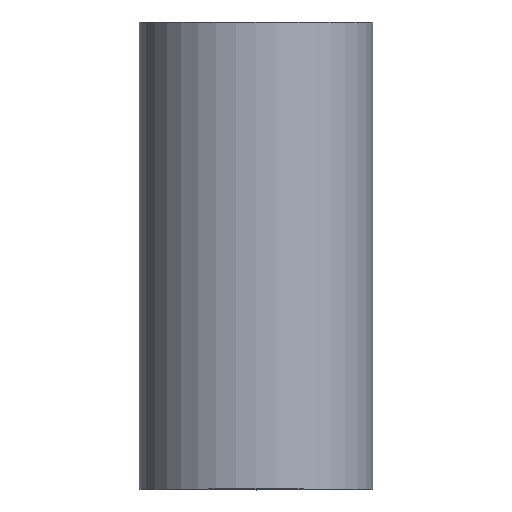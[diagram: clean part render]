
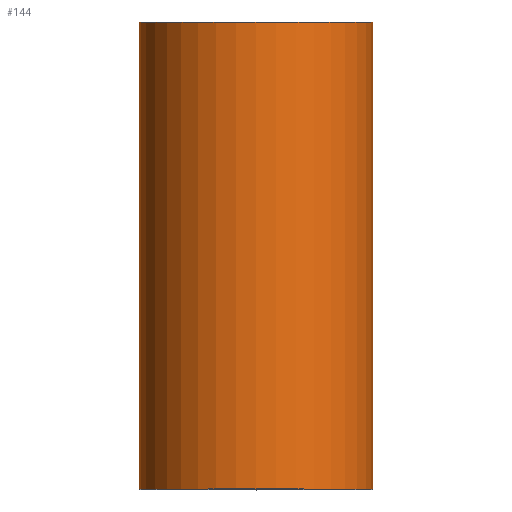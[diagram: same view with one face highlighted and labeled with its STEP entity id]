
A CAD part, top view. The second image highlights one B-rep face of the part: STEP entity #144.
In plain terms, the highlighted cylindrical face has radius 3 mm (diameter 6 mm), a partial arc.
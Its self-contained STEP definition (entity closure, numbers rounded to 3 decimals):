
#26=FACE_OUTER_BOUND('',#34,.T.);
#34=EDGE_LOOP('',(#113,#114,#115,#116));
#48=LINE('',#244,#58);
#49=LINE('',#250,#59);
#58=VECTOR('',#200,10.);
#59=VECTOR('',#207,10.);
#67=CIRCLE('',#171,3.);
#68=CIRCLE('',#172,3.);
#76=VERTEX_POINT('',#238);
#78=VERTEX_POINT('',#242);
#79=VERTEX_POINT('',#246);
#80=VERTEX_POINT('',#248);
#92=EDGE_CURVE('',#76,#78,#48,.T.);
#93=EDGE_CURVE('',#79,#76,#67,.T.);
#94=EDGE_CURVE('',#80,#78,#68,.T.);
#95=EDGE_CURVE('',#79,#80,#49,.T.);
#113=ORIENTED_EDGE('',*,*,#93,.T.);
#114=ORIENTED_EDGE('',*,*,#92,.T.);
#115=ORIENTED_EDGE('',*,*,#94,.F.);
#116=ORIENTED_EDGE('',*,*,#95,.F.);
#139=CYLINDRICAL_SURFACE('',#170,3.);
#144=ADVANCED_FACE('',(#26),#139,.T.);
#170=AXIS2_PLACEMENT_3D('',#245,#201,#202);
#171=AXIS2_PLACEMENT_3D('',#247,#203,#204);
#172=AXIS2_PLACEMENT_3D('',#249,#205,#206);
#200=DIRECTION('',(0.,1.,0.));
#201=DIRECTION('center_axis',(0.,1.,0.));
#202=DIRECTION('ref_axis',(-1.,0.,0.));
#203=DIRECTION('center_axis',(0.,1.,0.));
#204=DIRECTION('ref_axis',(-1.,0.,0.));
#205=DIRECTION('center_axis',(0.,1.,0.));
#206=DIRECTION('ref_axis',(-1.,0.,0.));
#207=DIRECTION('',(0.,1.,0.));
#238=CARTESIAN_POINT('',(3.,0.,0.));
#242=CARTESIAN_POINT('',(3.,12.,0.));
#244=CARTESIAN_POINT('',(3.,0.,0.));
#245=CARTESIAN_POINT('Origin',(0.,0.,0.));
#246=CARTESIAN_POINT('',(-3.,0.,0.));
#247=CARTESIAN_POINT('Origin',(0.,0.,0.));
#248=CARTESIAN_POINT('',(-3.,12.,0.));
#249=CARTESIAN_POINT('Origin',(0.,12.,0.));
#250=CARTESIAN_POINT('',(-3.,0.,0.));
